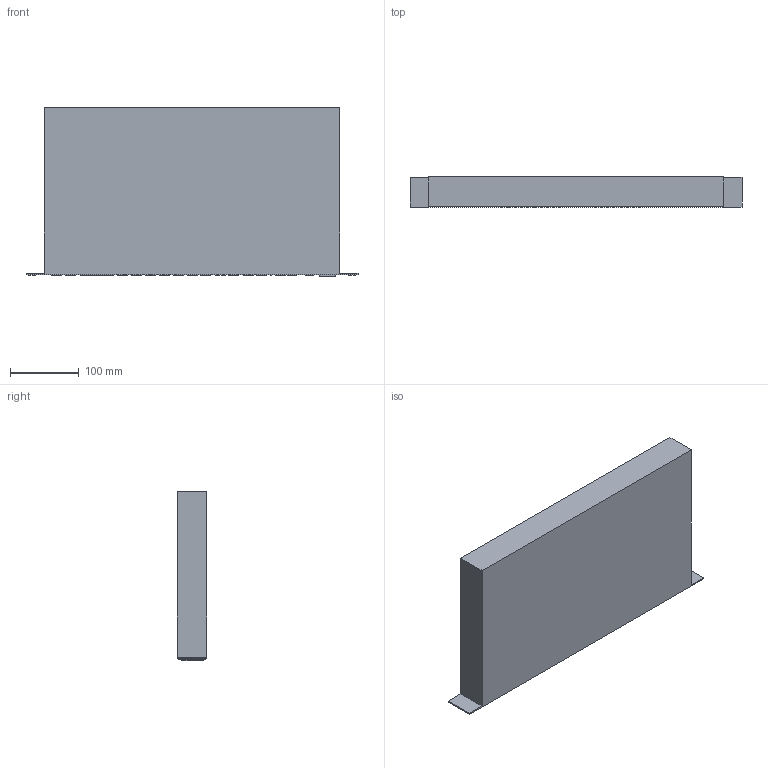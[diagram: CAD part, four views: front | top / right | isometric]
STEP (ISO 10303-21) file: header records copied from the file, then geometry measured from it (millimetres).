
FILE_DESCRIPTION (( 'STEP AP203' ), '1' );
FILE_NAME ('MES2324FBAC .STEP', '2022-09-30T07:18:53', ( '' ), ( '' ), 'SwSTEP 2.0', 'SolidWorks 2021', '' );
FILE_SCHEMA (( 'CONFIG_CONTROL_DESIGN' ));
Length unit declared in the file: millimetre
Products named in the file (1): MES2324FBAC 
Bounding box: 482.6 x 43.6 x 246.1 mm (x, y, z)
Volume: 4564693.1 mm3; surface area: 276746.5 mm2
Topology: 1 solids, 1 shells, 516 faces, 1296 edges, 864 vertices
Faces by surface type: plane 418, cylinder 94, bspline 4
Entity records: 15380 total; most frequent: CARTESIAN_POINT 2762, ORIENTED_EDGE 2592, DIRECTION 2487, EDGE_CURVE 1296, LINE 1093, VECTOR 1093, VERTEX_POINT 864, AXIS2_PLACEMENT_3D 697
